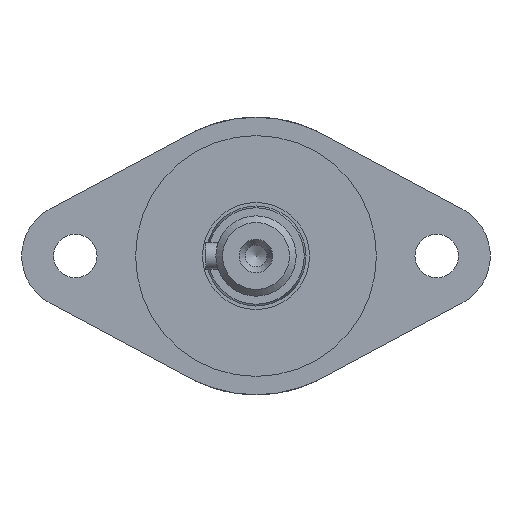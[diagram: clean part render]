
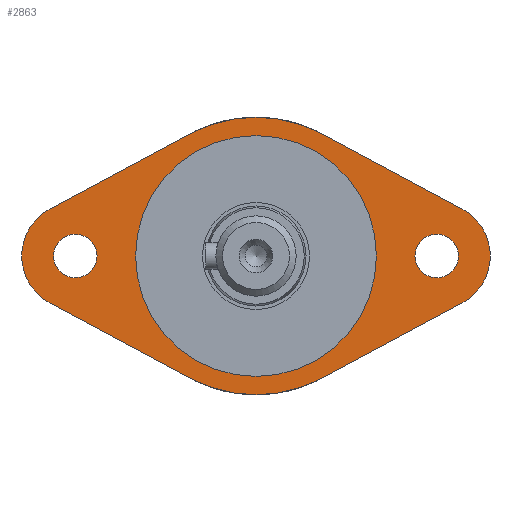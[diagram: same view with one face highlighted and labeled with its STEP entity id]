
A CAD part, left-side view. The second image highlights one B-rep face of the part: STEP entity #2863.
In plain terms, the highlighted planar face has unit normal (-1, 0, 0).
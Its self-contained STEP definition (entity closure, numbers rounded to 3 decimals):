
#329=LINE('',#4831,#572);
#330=LINE('',#4834,#573);
#331=LINE('',#4836,#574);
#332=LINE('',#4839,#575);
#572=VECTOR('',#3832,10.);
#573=VECTOR('',#3835,10.);
#574=VECTOR('',#3836,10.);
#575=VECTOR('',#3839,10.);
#752=FACE_BOUND('',#1063,.T.);
#753=FACE_BOUND('',#1064,.T.);
#754=FACE_BOUND('',#1065,.T.);
#893=FACE_OUTER_BOUND('',#1062,.T.);
#1062=EDGE_LOOP('',(#2540,#2541,#2542,#2543,#2544,#2545,#2546,#2547));
#1063=EDGE_LOOP('',(#2548));
#1064=EDGE_LOOP('',(#2549));
#1065=EDGE_LOOP('',(#2550,#2551));
#1178=CIRCLE('',#3119,20.75);
#1180=CIRCLE('',#3121,20.75);
#1183=CIRCLE('',#3125,8.);
#1184=CIRCLE('',#3126,8.);
#1185=CIRCLE('',#3127,3.25);
#1186=CIRCLE('',#3128,3.25);
#1187=CIRCLE('',#3129,18.);
#1188=CIRCLE('',#3130,18.);
#1432=VERTEX_POINT('',#4813);
#1433=VERTEX_POINT('',#4815);
#1436=VERTEX_POINT('',#4821);
#1437=VERTEX_POINT('',#4823);
#1439=VERTEX_POINT('',#4830);
#1440=VERTEX_POINT('',#4832);
#1441=VERTEX_POINT('',#4835);
#1442=VERTEX_POINT('',#4837);
#1443=VERTEX_POINT('',#4840);
#1444=VERTEX_POINT('',#4842);
#1445=VERTEX_POINT('',#4844);
#1446=VERTEX_POINT('',#4845);
#1807=EDGE_CURVE('',#1432,#1433,#1178,.T.);
#1811=EDGE_CURVE('',#1436,#1437,#1180,.T.);
#1815=EDGE_CURVE('',#1439,#1432,#329,.T.);
#1816=EDGE_CURVE('',#1440,#1439,#1183,.T.);
#1817=EDGE_CURVE('',#1437,#1440,#330,.T.);
#1818=EDGE_CURVE('',#1436,#1441,#331,.T.);
#1819=EDGE_CURVE('',#1441,#1442,#1184,.T.);
#1820=EDGE_CURVE('',#1442,#1433,#332,.T.);
#1821=EDGE_CURVE('',#1443,#1443,#1185,.T.);
#1822=EDGE_CURVE('',#1444,#1444,#1186,.T.);
#1823=EDGE_CURVE('',#1445,#1446,#1187,.T.);
#1824=EDGE_CURVE('',#1446,#1445,#1188,.T.);
#2540=ORIENTED_EDGE('',*,*,#1807,.F.);
#2541=ORIENTED_EDGE('',*,*,#1815,.F.);
#2542=ORIENTED_EDGE('',*,*,#1816,.F.);
#2543=ORIENTED_EDGE('',*,*,#1817,.F.);
#2544=ORIENTED_EDGE('',*,*,#1811,.F.);
#2545=ORIENTED_EDGE('',*,*,#1818,.T.);
#2546=ORIENTED_EDGE('',*,*,#1819,.T.);
#2547=ORIENTED_EDGE('',*,*,#1820,.T.);
#2548=ORIENTED_EDGE('',*,*,#1821,.T.);
#2549=ORIENTED_EDGE('',*,*,#1822,.T.);
#2550=ORIENTED_EDGE('',*,*,#1823,.T.);
#2551=ORIENTED_EDGE('',*,*,#1824,.T.);
#2718=PLANE('',#3124);
#2863=ADVANCED_FACE('',(#893,#752,#753,#754),#2718,.T.);
#3119=AXIS2_PLACEMENT_3D('',#4816,#3817,#3818);
#3121=AXIS2_PLACEMENT_3D('',#4824,#3823,#3824);
#3124=AXIS2_PLACEMENT_3D('',#4829,#3830,#3831);
#3125=AXIS2_PLACEMENT_3D('',#4833,#3833,#3834);
#3126=AXIS2_PLACEMENT_3D('',#4838,#3837,#3838);
#3127=AXIS2_PLACEMENT_3D('',#4841,#3840,#3841);
#3128=AXIS2_PLACEMENT_3D('',#4843,#3842,#3843);
#3129=AXIS2_PLACEMENT_3D('',#4846,#3844,#3845);
#3130=AXIS2_PLACEMENT_3D('',#4847,#3846,#3847);
#3817=DIRECTION('center_axis',(1.,0.,0.));
#3818=DIRECTION('ref_axis',(0.,-1.,0.));
#3823=DIRECTION('center_axis',(1.,0.,0.));
#3824=DIRECTION('ref_axis',(0.,-1.,0.));
#3830=DIRECTION('center_axis',(-1.,0.,0.));
#3831=DIRECTION('ref_axis',(0.,0.,-1.));
#3832=DIRECTION('',(0.,-0.881,0.472));
#3833=DIRECTION('center_axis',(1.,0.,0.));
#3834=DIRECTION('ref_axis',(0.,-0.472,-0.881));
#3835=DIRECTION('',(0.,0.881,0.472));
#3836=DIRECTION('',(0.,-0.881,0.472));
#3837=DIRECTION('center_axis',(-1.,0.,0.));
#3838=DIRECTION('ref_axis',(0.,-0.472,-0.881));
#3839=DIRECTION('',(0.,0.881,0.472));
#3840=DIRECTION('center_axis',(1.,0.,0.));
#3841=DIRECTION('ref_axis',(0.,0.,1.));
#3842=DIRECTION('center_axis',(1.,0.,0.));
#3843=DIRECTION('ref_axis',(0.,0.,1.));
#3844=DIRECTION('center_axis',(1.,0.,0.));
#3845=DIRECTION('ref_axis',(0.,-1.,0.));
#3846=DIRECTION('center_axis',(1.,0.,0.));
#3847=DIRECTION('ref_axis',(0.,-1.,0.));
#4813=CARTESIAN_POINT('',(-114.7,9.799,18.291));
#4815=CARTESIAN_POINT('',(-114.7,-9.799,18.291));
#4816=CARTESIAN_POINT('Origin',(-114.7,0.,
0.));
#4821=CARTESIAN_POINT('',(-114.7,-9.799,-18.291));
#4823=CARTESIAN_POINT('',(-114.7,9.799,-18.291));
#4824=CARTESIAN_POINT('Origin',(-114.7,0.,
0.));
#4829=CARTESIAN_POINT('Origin',(-114.7,-19.375,0.));
#4830=CARTESIAN_POINT('',(-114.7,30.778,7.052));
#4831=CARTESIAN_POINT('',(-114.7,30.778,7.052));
#4832=CARTESIAN_POINT('',(-114.7,30.778,-7.052));
#4833=CARTESIAN_POINT('Origin',(-114.7,27.,0.));
#4834=CARTESIAN_POINT('',(-114.7,9.799,-18.291));
#4835=CARTESIAN_POINT('',(-114.7,-30.778,-7.052));
#4836=CARTESIAN_POINT('',(-114.7,-9.799,-18.291));
#4837=CARTESIAN_POINT('',(-114.7,-30.778,7.052));
#4838=CARTESIAN_POINT('Origin',(-114.7,-27.,0.));
#4839=CARTESIAN_POINT('',(-114.7,-30.778,7.052));
#4840=CARTESIAN_POINT('',(-114.7,-27.,-3.25));
#4841=CARTESIAN_POINT('Origin',(-114.7,-27.,0.));
#4842=CARTESIAN_POINT('',(-114.7,27.,-3.25));
#4843=CARTESIAN_POINT('Origin',(-114.7,27.,0.));
#4844=CARTESIAN_POINT('',(-114.7,-18.,0.));
#4845=CARTESIAN_POINT('',(-114.7,18.,0.));
#4846=CARTESIAN_POINT('Origin',(-114.7,0.,
0.));
#4847=CARTESIAN_POINT('Origin',(-114.7,0.,
0.));
